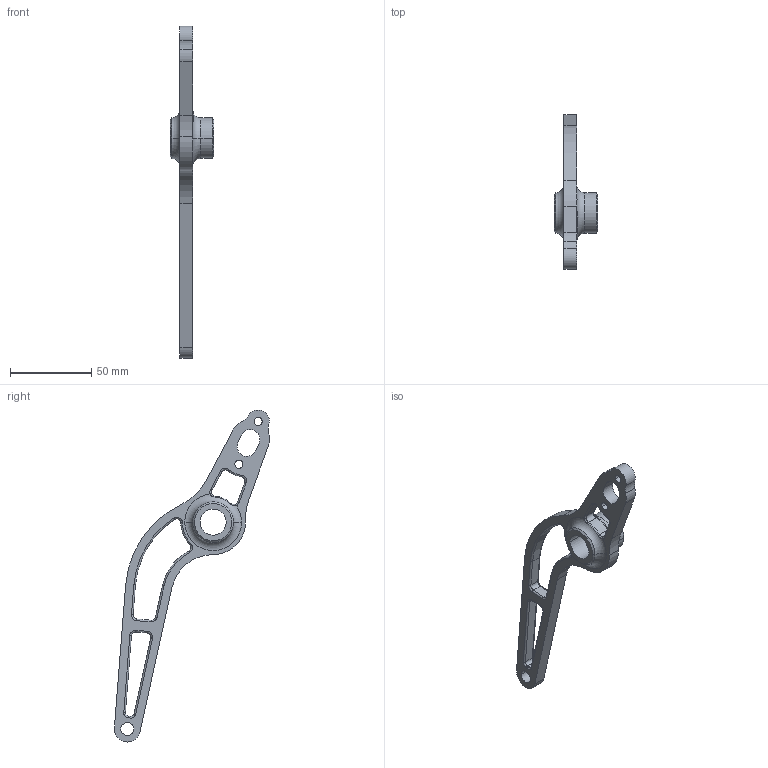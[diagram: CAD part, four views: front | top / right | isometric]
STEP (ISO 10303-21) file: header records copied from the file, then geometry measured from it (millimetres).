
FILE_DESCRIPTION(('CATIA V5 STEP Exchange'),'2;1');
FILE_NAME('9150140_Pedale_frein_arriere.stp','2017-11-20T08:59:44+00:00',('none'),('none'),'Version 5-6 Release 2012','CATIA V5 STEP AP203','none');
FILE_SCHEMA(('CONFIG_CONTROL_DESIGN'));
Length unit declared in the file: millimetre
Products named in the file (1): 9150140_Pedale_frein_arriere
Bounding box: 27 x 95.64 x 204.58 mm (x, y, z)
Volume: 35925.3 mm3; surface area: 17045.3 mm2
Topology: 1 solids, 1 shells, 127 faces, 309 edges, 184 vertices
Faces by surface type: cylinder 57, torus 40, plane 18, cone 8, bspline 4
Entity records: 3869 total; most frequent: CARTESIAN_POINT 945, ORIENTED_EDGE 618, DIRECTION 519, EDGE_CURVE 309, AXIS2_PLACEMENT_3D 301, CIRCLE 188, VERTEX_POINT 184, EDGE_LOOP 143
